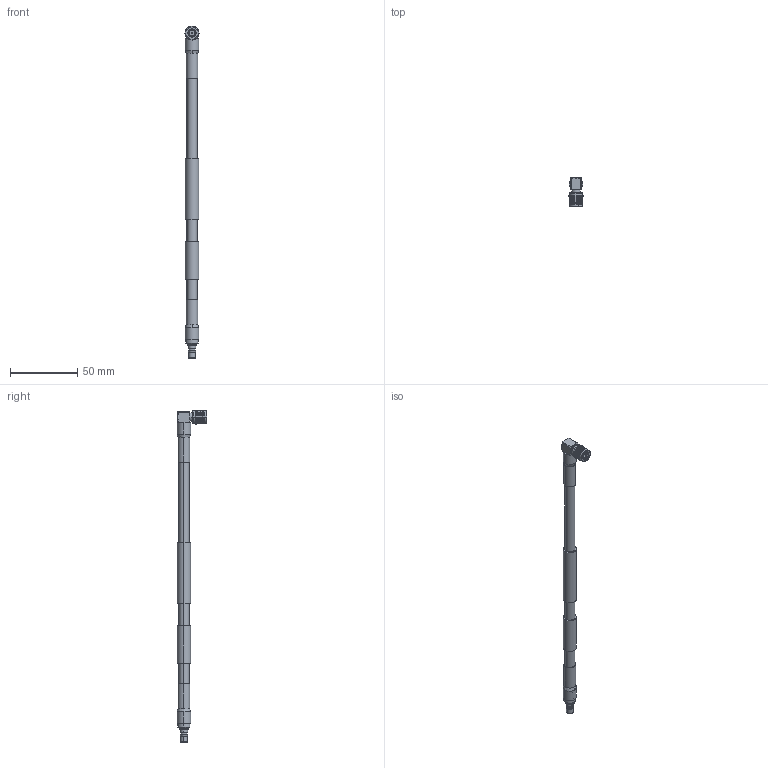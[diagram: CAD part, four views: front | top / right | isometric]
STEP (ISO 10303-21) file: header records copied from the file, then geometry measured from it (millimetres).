
FILE_DESCRIPTION (( 'STEP AP214' ), '1' );
FILE_NAME ('FMCA2286.step', '2021-02-09T19:12:46', ( '' ), ( '' ), 'SwSTEP 2.0', 'SolidWorks 2018', '' );
FILE_SCHEMA (( 'AUTOMOTIVE_DESIGN' ));
Length unit declared in the file: inch
Products named in the file (5): Heat Shrink^FMCA2286; FM-1/4SFHC^FMCA2286; FMCN1724^FMCA2286; FMCA2286; FMCN1723^FMCA2286
Assembly tree (5 placements, depth 2):
  FMCA2286
    FM-1/4SFHC^FMCA2286
    Heat Shrink^FMCA2286  x2
    FMCN1723^FMCA2286
    FMCN1724^FMCA2286
Bounding box: 10.5 x 22.08 x 247.53 mm (x, y, z)
Volume: 15753.1 mm3; surface area: 8829.2 mm2
Topology: 5 solids, 5 shells, 375 faces, 1030 edges, 655 vertices
Faces by surface type: cylinder 140, plane 91, cone 80, bspline 62, torus 2
Entity records: 23314 total; most frequent: CARTESIAN_POINT 14517, ORIENTED_EDGE 2024, DIRECTION 1567, EDGE_CURVE 1012, VERTEX_POINT 643, AXIS2_PLACEMENT_3D 599, EDGE_LOOP 397, VECTOR 369
